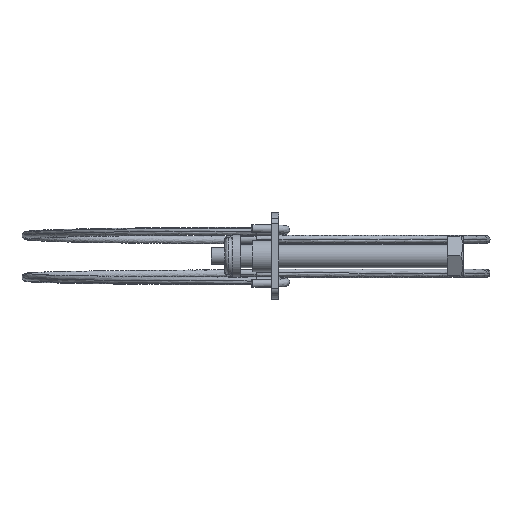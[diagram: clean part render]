
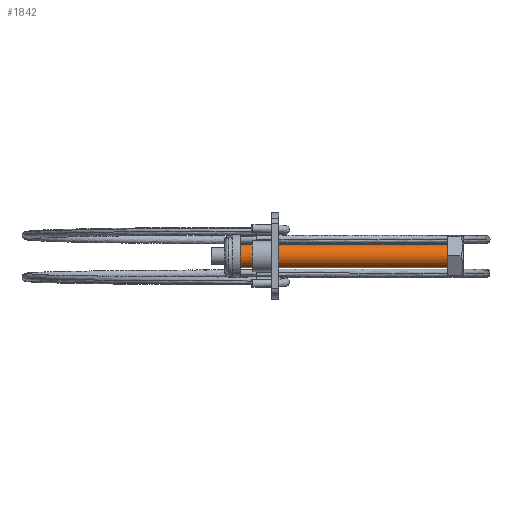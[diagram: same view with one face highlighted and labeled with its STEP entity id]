
A CAD part, top view. The second image highlights one B-rep face of the part: STEP entity #1842.
In plain terms, the highlighted free-form (B-spline) face has degree [2, 1] with [5, 2] control points.
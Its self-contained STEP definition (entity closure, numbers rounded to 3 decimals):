
#1679=CARTESIAN_POINT('',(0.,2.979,0.354));
#1680=VERTEX_POINT('',#1679);
#1698=CARTESIAN_POINT('',(0.,-2.994,-0.183));
#1699=VERTEX_POINT('',#1698);
#1713=CARTESIAN_POINT('',(-52.6,-2.994,-0.183));
#1714=VERTEX_POINT('',#1713);
#1715=CARTESIAN_POINT('',(0.,-2.994,-0.183));
#1716=CARTESIAN_POINT('',(-52.6,-2.994,-0.183));
#1717=QUASI_UNIFORM_CURVE('',1,(#1715,#1716),.UNSPECIFIED.,.F.,.U.);
#1718=EDGE_CURVE('',#1699,#1714,#1717,.T.);
#1735=CARTESIAN_POINT('',(-52.6,2.979,0.354));
#1736=VERTEX_POINT('',#1735);
#1752=CARTESIAN_POINT('',(0.,2.979,0.354));
#1753=CARTESIAN_POINT('',(-52.6,2.979,0.354));
#1754=QUASI_UNIFORM_CURVE('',1,(#1752,#1753),.UNSPECIFIED.,.F.,.U.);
#1755=EDGE_CURVE('',#1680,#1736,#1754,.T.);
#1760=CARTESIAN_POINT('',(1.315,-2.994,-0.183));
#1761=CARTESIAN_POINT('',(1.315,-3.178,2.811));
#1762=CARTESIAN_POINT('',(1.315,-0.183,2.994));
#1763=CARTESIAN_POINT('',(1.315,2.645,3.167));
#1764=CARTESIAN_POINT('',(1.315,2.979,0.354));
#1765=CARTESIAN_POINT('',(-53.948,-2.994,-0.183));
#1766=CARTESIAN_POINT('',(-53.948,-3.178,2.811));
#1767=CARTESIAN_POINT('',(-53.948,-0.183,2.994));
#1768=CARTESIAN_POINT('',(-53.948,2.645,3.167));
#1769=CARTESIAN_POINT('',(-53.948,2.979,0.354));
#1777=(BOUNDED_SURFACE()B_SPLINE_SURFACE(2,1,((#1760,#1765),(#1761,#1766),(#1762,#1767),(#1763,#1768),(#1764,#1769)),.UNSPECIFIED.,.F.,.F.,.U.)B_SPLINE_SURFACE_WITH_KNOTS((3,2,3),(2,2),(0.0,4.971,9.742),(0.0,55.263),.UNSPECIFIED.)GEOMETRIC_REPRESENTATION_ITEM()RATIONAL_B_SPLINE_SURFACE(((1.0,1.0),(0.707,0.707),(1.0,1.0),(0.719,0.719),(0.978,0.978)))REPRESENTATION_ITEM('')SURFACE());
#1778=CARTESIAN_POINT('',(0.0,0.0,3.));
#1779=VERTEX_POINT('',#1778);
#1780=CARTESIAN_POINT('',(0.0,0.0,3.));
#1781=CARTESIAN_POINT('',(0.0,2.665,3.));
#1782=CARTESIAN_POINT('',(0.,2.979,0.354));
#1790=(BOUNDED_CURVE()B_SPLINE_CURVE(2,(#1780,#1781,#1782),.UNSPECIFIED.,.F.,.U.)B_SPLINE_CURVE_WITH_KNOTS((3,3),(0.5,0.73),.UNSPECIFIED.)CURVE()GEOMETRIC_REPRESENTATION_ITEM()RATIONAL_B_SPLINE_CURVE((1.0,0.731,0.956))REPRESENTATION_ITEM(''));
#1791=EDGE_CURVE('',#1779,#1680,#1790,.T.);
#1792=ORIENTED_EDGE('',*,*,#1791,.T.);
#1793=ORIENTED_EDGE('',*,*,#1755,.T.);
#1794=CARTESIAN_POINT('',(-52.6,0.0,3.));
#1795=VERTEX_POINT('',#1794);
#1796=CARTESIAN_POINT('',(-52.6,0.0,3.));
#1797=CARTESIAN_POINT('',(-52.6,2.665,3.));
#1798=CARTESIAN_POINT('',(-52.6,2.979,0.354));
#1806=(BOUNDED_CURVE()B_SPLINE_CURVE(2,(#1796,#1797,#1798),.UNSPECIFIED.,.F.,.U.)B_SPLINE_CURVE_WITH_KNOTS((3,3),(0.0,0.23),.UNSPECIFIED.)CURVE()GEOMETRIC_REPRESENTATION_ITEM()RATIONAL_B_SPLINE_CURVE((1.0,0.731,0.956))REPRESENTATION_ITEM(''));
#1807=EDGE_CURVE('',#1795,#1736,#1806,.T.);
#1808=ORIENTED_EDGE('',*,*,#1807,.F.);
#1809=CARTESIAN_POINT('',(-52.6,-2.994,-0.183));
#1810=CARTESIAN_POINT('',(-52.6,-3.,-0.092));
#1811=CARTESIAN_POINT('',(-52.6,-3.,0.0));
#1812=CARTESIAN_POINT('',(-52.6,-3.,3.));
#1813=CARTESIAN_POINT('',(-52.6,0.0,3.));
#1821=(BOUNDED_CURVE()B_SPLINE_CURVE(2,(#1809,#1810,#1811,#1812,#1813),.UNSPECIFIED.,.F.,.U.)B_SPLINE_CURVE_WITH_KNOTS((3,2,3),(0.739,0.75,1.0),.UNSPECIFIED.)CURVE()GEOMETRIC_REPRESENTATION_ITEM()RATIONAL_B_SPLINE_CURVE((0.976,0.988,1.0,0.707,1.0))REPRESENTATION_ITEM(''));
#1822=EDGE_CURVE('',#1714,#1795,#1821,.T.);
#1823=ORIENTED_EDGE('',*,*,#1822,.F.);
#1824=ORIENTED_EDGE('',*,*,#1718,.F.);
#1825=CARTESIAN_POINT('',(0.,-2.994,-0.183));
#1826=CARTESIAN_POINT('',(0.0,-3.,-0.092));
#1827=CARTESIAN_POINT('',(0.0,-3.,0.0));
#1828=CARTESIAN_POINT('',(0.0,-3.,3.));
#1829=CARTESIAN_POINT('',(0.0,0.0,3.));
#1837=(BOUNDED_CURVE()B_SPLINE_CURVE(2,(#1825,#1826,#1827,#1828,#1829),.UNSPECIFIED.,.F.,.U.)B_SPLINE_CURVE_WITH_KNOTS((3,2,3),(0.239,0.25,0.5),.UNSPECIFIED.)CURVE()GEOMETRIC_REPRESENTATION_ITEM()RATIONAL_B_SPLINE_CURVE((0.976,0.988,1.0,0.707,1.0))REPRESENTATION_ITEM(''));
#1838=EDGE_CURVE('',#1699,#1779,#1837,.T.);
#1839=ORIENTED_EDGE('',*,*,#1838,.T.);
#1840=EDGE_LOOP('',(#1792,#1793,#1808,#1823,#1824,#1839));
#1841=FACE_OUTER_BOUND('',#1840,.T.);
#1842=ADVANCED_FACE('',(#1841),#1777,.T.);
